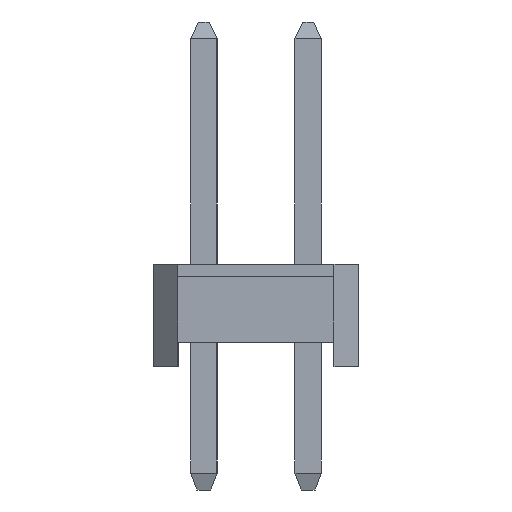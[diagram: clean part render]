
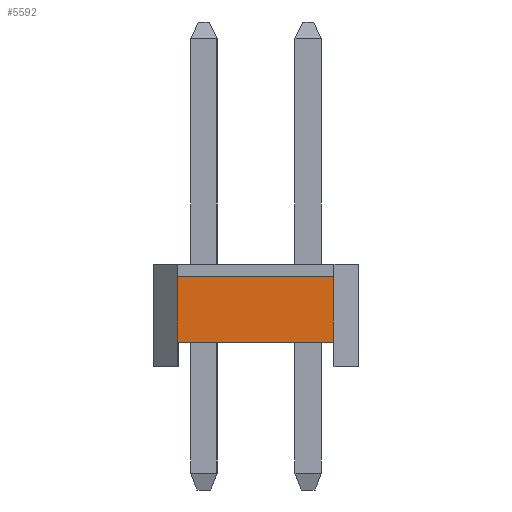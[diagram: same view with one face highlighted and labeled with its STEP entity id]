
A CAD part, left-side view. The second image highlights one B-rep face of the part: STEP entity #5592.
In plain terms, the highlighted planar face has unit normal (-1, 0, 0).
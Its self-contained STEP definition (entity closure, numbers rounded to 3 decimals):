
#1607 = DIRECTION ( 'NONE',  ( 0., -1., 0. ) ) ;
#2481 = ORIENTED_EDGE ( 'NONE', *, *, #15474, .T. ) ;
#3273 = VERTEX_POINT ( 'NONE', #25760 ) ;
#4395 = DIRECTION ( 'NONE',  ( 0., -1., 0. ) ) ;
#4612 = DIRECTION ( 'NONE',  ( 0., 0., -1. ) ) ;
#5592 = ADVANCED_FACE ( 'NONE', ( #27637 ), #30834, .F. ) ;
#5788 = VECTOR ( 'NONE', #6232, 1000. ) ;
#6232 = DIRECTION ( 'NONE',  ( 0., 0., -1. ) ) ;
#7303 = LINE ( 'NONE', #27322, #5788 ) ;
#9255 = ORIENTED_EDGE ( 'NONE', *, *, #12763, .F. ) ;
#9562 = DIRECTION ( 'NONE',  ( 1., 0., 0. ) ) ;
#9803 = LINE ( 'NONE', #23364, #13886 ) ;
#9855 = EDGE_LOOP ( 'NONE', ( #15890, #9255, #18021, #2481 ) ) ;
#10680 = LINE ( 'NONE', #18514, #19284 ) ;
#11710 = EDGE_CURVE ( 'NONE', #27402, #29064, #7303, .T. ) ;
#12243 = CARTESIAN_POINT ( 'NONE',  ( -1.27, -1.9, 2.5 ) ) ;
#12763 = EDGE_CURVE ( 'NONE', #27402, #3273, #9803, .T. ) ;
#13886 = VECTOR ( 'NONE', #1607, 1000. ) ;
#15474 = EDGE_CURVE ( 'NONE', #29064, #29893, #10680, .T. ) ;
#15890 = ORIENTED_EDGE ( 'NONE', *, *, #30764, .F. ) ;
#18021 = ORIENTED_EDGE ( 'NONE', *, *, #11710, .T. ) ;
#18355 = CARTESIAN_POINT ( 'NONE',  ( -1.27, 1.9, 2.2 ) ) ;
#18514 = CARTESIAN_POINT ( 'NONE',  ( -1.27, 1.9, 0.6 ) ) ;
#18950 = CARTESIAN_POINT ( 'NONE',  ( -1.27, 1.9, 2.5 ) ) ;
#19284 = VECTOR ( 'NONE', #4395, 1000. ) ;
#20467 = CARTESIAN_POINT ( 'NONE',  ( -1.27, 1.9, 0.6 ) ) ;
#21636 = CARTESIAN_POINT ( 'NONE',  ( -1.27, -1.9, 0.6 ) ) ;
#21905 = DIRECTION ( 'NONE',  ( 0., 0., -1. ) ) ;
#22437 = VECTOR ( 'NONE', #21905, 1000. ) ;
#23364 = CARTESIAN_POINT ( 'NONE',  ( -1.27, -1.9, 2.2 ) ) ;
#25372 = AXIS2_PLACEMENT_3D ( 'NONE', #18950, #9562, #4612 ) ;
#25760 = CARTESIAN_POINT ( 'NONE',  ( -1.27, -1.9, 2.2 ) ) ;
#25806 = LINE ( 'NONE', #12243, #22437 ) ;
#27322 = CARTESIAN_POINT ( 'NONE',  ( -1.27, 1.9, 2.5 ) ) ;
#27402 = VERTEX_POINT ( 'NONE', #18355 ) ;
#27637 = FACE_OUTER_BOUND ( 'NONE', #9855, .T. ) ;
#29064 = VERTEX_POINT ( 'NONE', #20467 ) ;
#29893 = VERTEX_POINT ( 'NONE', #21636 ) ;
#30764 = EDGE_CURVE ( 'NONE', #3273, #29893, #25806, .T. ) ;
#30834 = PLANE ( 'NONE',  #25372 ) ;
